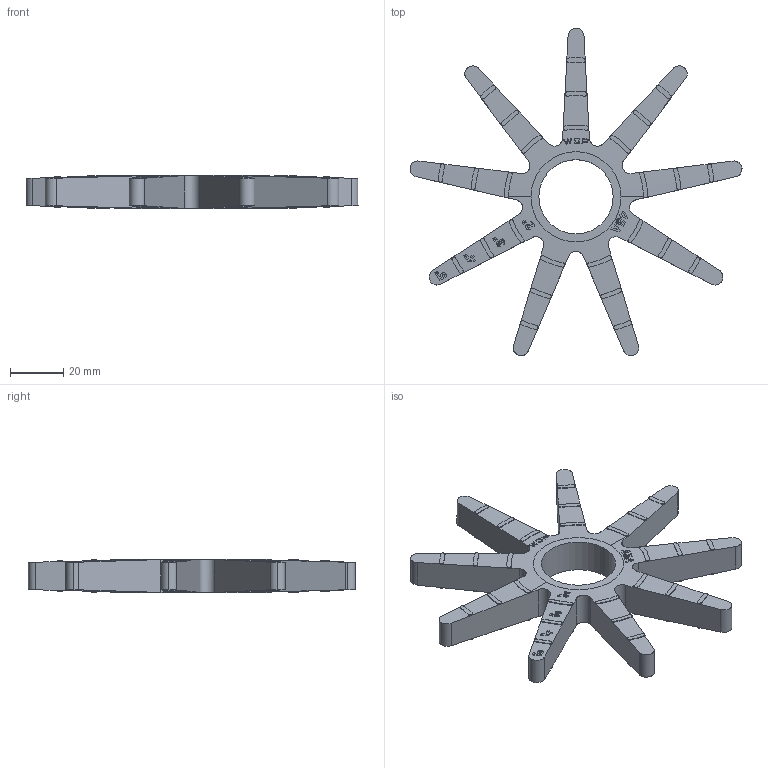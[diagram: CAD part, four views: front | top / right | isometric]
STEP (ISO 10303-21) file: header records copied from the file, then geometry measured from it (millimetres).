
FILE_DESCRIPTION (( 'STEP AP214' ), '1' );
FILE_NAME ('WCP-0406.step', '2024-02-14T01:21:04', ( '' ), ( '' ), 'SwSTEP 2.0', 'SolidWorks 2022', '' );
FILE_SCHEMA (( 'AUTOMOTIVE_DESIGN' ));
Length unit declared in the file: inch
Products named in the file (1): WCP-0406
Bounding box: 125.16 x 123.35 x 12.7 mm (x, y, z)
Volume: 44699.2 mm3; surface area: 18600.3 mm2
Topology: 1 solids, 1 shells, 847 faces, 2295 edges, 1494 vertices
Faces by surface type: plane 396, cylinder 297, bspline 86, cone 68
Entity records: 32679 total; most frequent: CARTESIAN_POINT 13079, ORIENTED_EDGE 4590, DIRECTION 3275, EDGE_CURVE 2295, VERTEX_POINT 1494, AXIS2_PLACEMENT_3D 1148, LINE 979, VECTOR 979
